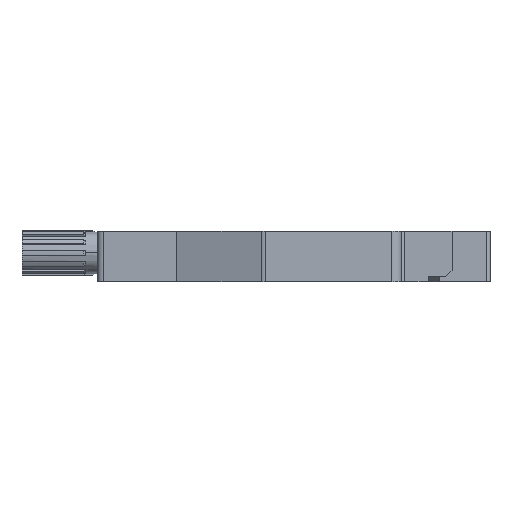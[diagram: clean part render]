
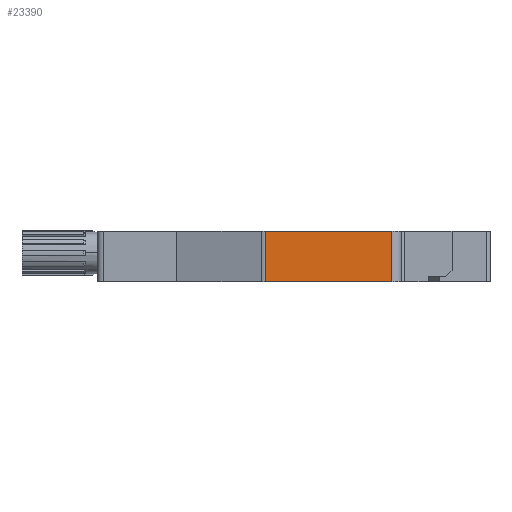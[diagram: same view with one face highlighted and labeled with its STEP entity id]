
A CAD part, left-side view. The second image highlights one B-rep face of the part: STEP entity #23390.
In plain terms, the highlighted planar face has unit normal (-1, 0, 0).
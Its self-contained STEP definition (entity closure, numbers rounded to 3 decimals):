
#2930=CARTESIAN_POINT('',(-34.75,25.91,-8.));
#2940=VERTEX_POINT('',#2930);
#2990=CARTESIAN_POINT('',(-34.75,0.,-8.));
#3000=DIRECTION('',(0.,1.,0.));
#3010=VECTOR('',#3000,1.);
#3020=LINE('',#2990,#3010);
#3030=CARTESIAN_POINT('',(-34.75,6.,-8.));
#3040=VERTEX_POINT('',#3030);
#3050=EDGE_CURVE('',#3040,#2940,#3020,.T.);
#16860=CARTESIAN_POINT('',(-34.75,6.,0.));
#16870=VERTEX_POINT('',#16860);
#16900=CARTESIAN_POINT('',(-34.75,0.,0.));
#16910=DIRECTION('',(0.,-1.,0.));
#16920=VECTOR('',#16910,1.);
#16930=LINE('',#16900,#16920);
#16940=CARTESIAN_POINT('',(-34.75,25.91,0.));
#16950=VERTEX_POINT('',#16940);
#16960=EDGE_CURVE('',#16950,#16870,#16930,.T.);
#23180=CARTESIAN_POINT('',(-34.75,16.633,-7.571));
#23190=DIRECTION('',(1.,0.,0.));
#23200=DIRECTION('',(0.,1.,0.));
#23210=AXIS2_PLACEMENT_3D('',#23180,#23190,#23200);
#23220=PLANE('',#23210);
#23230=CARTESIAN_POINT('',(-34.75,6.,0.));
#23240=DIRECTION('',(0.,0.,1.));
#23250=VECTOR('',#23240,1.);
#23260=LINE('',#23230,#23250);
#23270=EDGE_CURVE('',#3040,#16870,#23260,.T.);
#23280=ORIENTED_EDGE('',*,*,#23270,.T.);
#23290=ORIENTED_EDGE('',*,*,#3050,.F.);
#23300=CARTESIAN_POINT('',(-34.75,25.91,0.));
#23310=DIRECTION('',(0.,0.,-1.));
#23320=VECTOR('',#23310,1.);
#23330=LINE('',#23300,#23320);
#23340=EDGE_CURVE('',#16950,#2940,#23330,.T.);
#23350=ORIENTED_EDGE('',*,*,#23340,.T.);
#23360=ORIENTED_EDGE('',*,*,#16960,.F.);
#23370=EDGE_LOOP('',(#23360,#23350,#23290,#23280));
#23380=FACE_OUTER_BOUND('',#23370,.T.);
#23390=ADVANCED_FACE('',(#23380),#23220,.F.);
